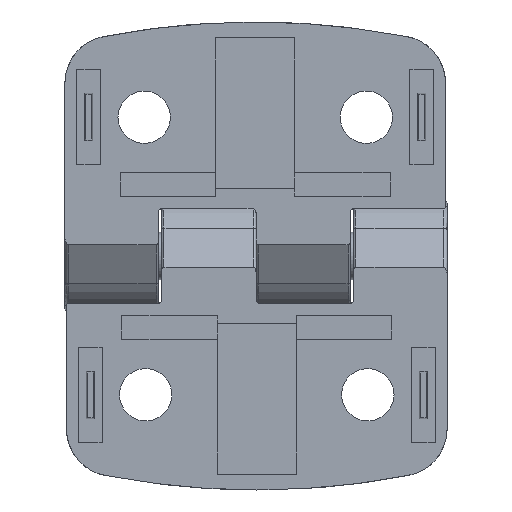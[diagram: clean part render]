
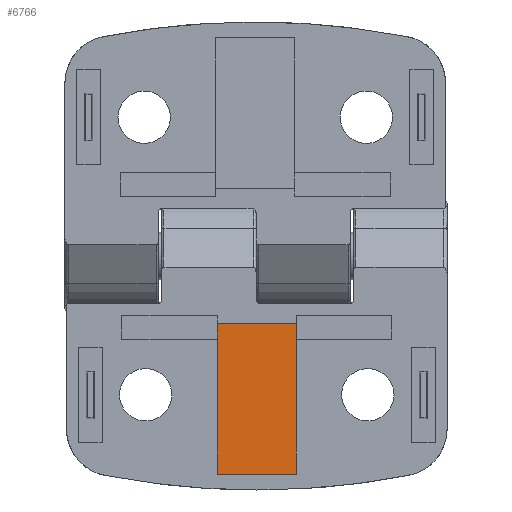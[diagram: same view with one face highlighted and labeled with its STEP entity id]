
A CAD part, front view. The second image highlights one B-rep face of the part: STEP entity #6766.
In plain terms, the highlighted planar face has unit normal (0, -1, 0).
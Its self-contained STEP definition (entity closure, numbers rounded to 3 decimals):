
#43 = VERTEX_POINT ( 'NONE', #4925 ) ;
#297 = LINE ( 'NONE', #1119, #5873 ) ;
#465 = AXIS2_PLACEMENT_3D ( 'NONE', #2604, #2595, #2588 ) ;
#476 = LINE ( 'NONE', #5263, #7310 ) ;
#968 = CARTESIAN_POINT ( 'NONE',  ( 5., 1.5, -7.5 ) ) ;
#1090 = DIRECTION ( 'NONE',  ( 0., 0., -1. ) ) ;
#1119 = CARTESIAN_POINT ( 'NONE',  ( -5., 1.5, -8.5 ) ) ;
#1302 = ORIENTED_EDGE ( 'NONE', *, *, #6644, .T. ) ;
#1315 = ORIENTED_EDGE ( 'NONE', *, *, #6620, .T. ) ;
#1357 = ORIENTED_EDGE ( 'NONE', *, *, #6571, .T. ) ;
#1395 = ORIENTED_EDGE ( 'NONE', *, *, #6466, .F. ) ;
#1400 = ORIENTED_EDGE ( 'NONE', *, *, #7205, .T. ) ;
#1402 = ORIENTED_EDGE ( 'NONE', *, *, #6655, .T. ) ;
#1496 = VERTEX_POINT ( 'NONE', #5597 ) ;
#1781 = VERTEX_POINT ( 'NONE', #3211 ) ;
#1821 = EDGE_LOOP ( 'NONE', ( #1400, #1402, #1395, #1357, #1302, #1315 ) ) ;
#2031 = VECTOR ( 'NONE', #5329, 1000. ) ;
#2297 = CARTESIAN_POINT ( 'NONE',  ( -5., 1.5, -8.5 ) ) ;
#2588 = DIRECTION ( 'NONE',  ( 0., 0., 1. ) ) ;
#2595 = DIRECTION ( 'NONE',  ( 0., 1., 0. ) ) ;
#2604 = CARTESIAN_POINT ( 'NONE',  ( 5., 1.5, -8.5 ) ) ;
#2795 = PLANE ( 'NONE',  #465 ) ;
#3002 = CARTESIAN_POINT ( 'NONE',  ( -5., 1.5, -27.5 ) ) ;
#3207 = CARTESIAN_POINT ( 'NONE',  ( 5., 1.5, -10.5 ) ) ;
#3211 = CARTESIAN_POINT ( 'NONE',  ( 5., 1.5, -8.5 ) ) ;
#4342 = DIRECTION ( 'NONE',  ( -1., 0., 0. ) ) ;
#4519 = DIRECTION ( 'NONE',  ( 0., 0., 1. ) ) ;
#4689 = CARTESIAN_POINT ( 'NONE',  ( -5., 1.5, -8.5 ) ) ;
#4739 = DIRECTION ( 'NONE',  ( 0., 0., 1. ) ) ;
#4925 = CARTESIAN_POINT ( 'NONE',  ( -5., 1.5, -10.5 ) ) ;
#5152 = CARTESIAN_POINT ( 'NONE',  ( 5., 1.5, -27.5 ) ) ;
#5263 = CARTESIAN_POINT ( 'NONE',  ( 5., 1.5, -8.5 ) ) ;
#5306 = VERTEX_POINT ( 'NONE', #3002 ) ;
#5316 = LINE ( 'NONE', #968, #5393 ) ;
#5329 = DIRECTION ( 'NONE',  ( 1., 0., 0. ) ) ;
#5393 = VECTOR ( 'NONE', #7742, 1000. ) ;
#5500 = VECTOR ( 'NONE', #4342, 1000. ) ;
#5597 = CARTESIAN_POINT ( 'NONE',  ( 5., 1.5, -27.5 ) ) ;
#5873 = VECTOR ( 'NONE', #1090, 1000. ) ;
#6284 = VERTEX_POINT ( 'NONE', #3207 ) ;
#6466 = EDGE_CURVE ( 'NONE', #43, #7689, #6963, .T. ) ;
#6571 = EDGE_CURVE ( 'NONE', #43, #5306, #297, .T. ) ;
#6575 = LINE ( 'NONE', #5152, #2031 ) ;
#6620 = EDGE_CURVE ( 'NONE', #1496, #6284, #476, .T. ) ;
#6644 = EDGE_CURVE ( 'NONE', #5306, #1496, #6575, .T. ) ;
#6655 = EDGE_CURVE ( 'NONE', #1781, #7689, #6998, .T. ) ;
#6736 = VECTOR ( 'NONE', #4519, 1000. ) ;
#6766 = ADVANCED_FACE ( 'NONE', ( #7033 ), #2795, .F. ) ;
#6888 = CARTESIAN_POINT ( 'NONE',  ( 5., 1.5, -8.5 ) ) ;
#6963 = LINE ( 'NONE', #4689, #6736 ) ;
#6998 = LINE ( 'NONE', #6888, #5500 ) ;
#7033 = FACE_OUTER_BOUND ( 'NONE', #1821, .T. ) ;
#7205 = EDGE_CURVE ( 'NONE', #6284, #1781, #5316, .T. ) ;
#7310 = VECTOR ( 'NONE', #4739, 1000. ) ;
#7689 = VERTEX_POINT ( 'NONE', #2297 ) ;
#7742 = DIRECTION ( 'NONE',  ( 0., 0., 1. ) ) ;
